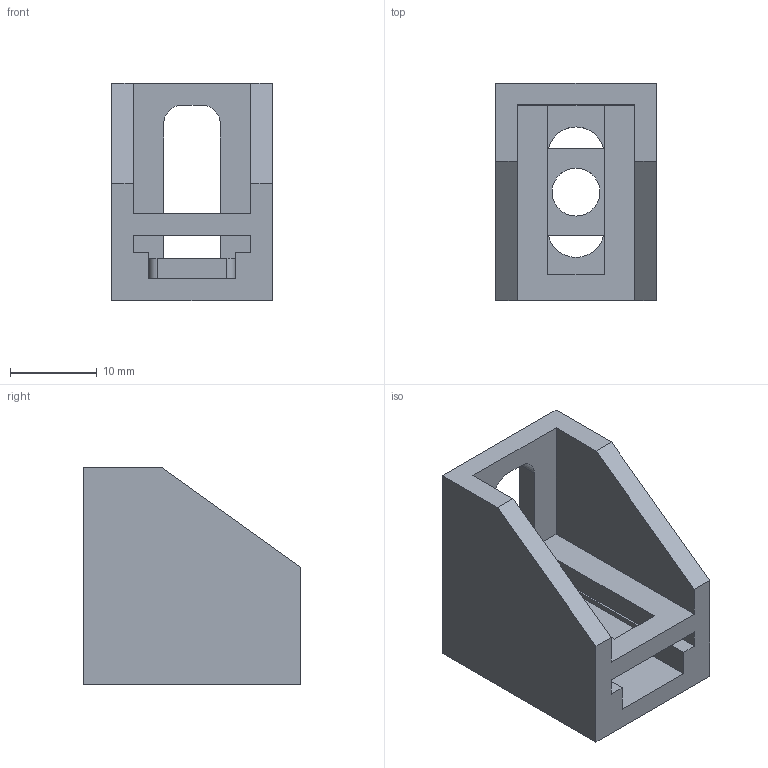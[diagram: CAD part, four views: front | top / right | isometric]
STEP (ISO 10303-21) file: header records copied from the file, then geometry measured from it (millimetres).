
FILE_DESCRIPTION(/* description */ ('BLOCCHETTO X FISS. UNIV. 1F M5 NERO'),/* implementation_level */ '2;1');
FILE_NAME(/* name */ 'CBLYY0000008.stp',/* time_stamp */ '2022-11-17T16:12:16+01:00',/* author */ ('tecnico7'),/* organization */ (''),/* preprocessor_version */ 'ST-DEVELOPER v18.1',/* originating_system */ 'Autodesk Inventor 2022',/* authorisation */ '');
FILE_SCHEMA (('AUTOMOTIVE_DESIGN { 1 0 10303 214 3 1 1 }'));
Length unit declared in the file: millimetre
Products named in the file (3): CBLYY0000008; 958510001088; 958510001087
Assembly tree (2 placements, depth 2):
  CBLYY0000008
    958510001088
    958510001087
Bounding box: 18.5 x 25 x 25 mm (x, y, z)
Volume: 4546.1 mm3; surface area: 4129.7 mm2
Topology: 2 solids, 2 shells, 44 faces, 127 edges, 84 vertices
Faces by surface type: plane 35, cylinder 9
Full cylindrical faces by diameter (mm): 5.5 x1
Entity records: 1574 total; most frequent: CARTESIAN_POINT 260, ORIENTED_EDGE 254, DIRECTION 243, EDGE_CURVE 127, LINE 109, VECTOR 109, VERTEX_POINT 84, AXIS2_PLACEMENT_3D 67
